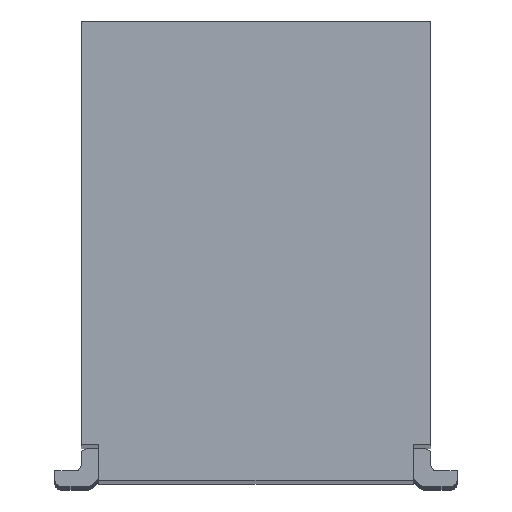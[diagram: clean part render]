
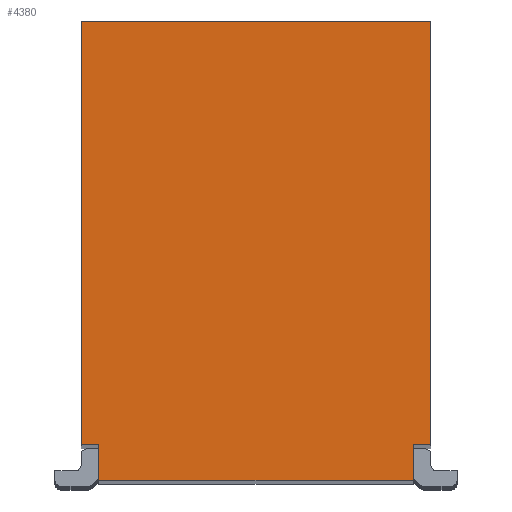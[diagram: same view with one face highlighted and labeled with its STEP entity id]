
A CAD part, top view. The second image highlights one B-rep face of the part: STEP entity #4380.
In plain terms, the highlighted planar face has unit normal (0, 0, 1).
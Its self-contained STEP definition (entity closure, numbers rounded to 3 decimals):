
#3670=CARTESIAN_POINT('',(1.544,-4.004,4.785));
#3680=DIRECTION('',(0.,0.,1.));
#3690=DIRECTION('',(-1.,0.,0.));
#3700=AXIS2_PLACEMENT_3D('',#3670,#3680,#3690);
#3710=PLANE('',#3700);
#3720=CARTESIAN_POINT('',(1.32,-6.,4.785));
#3730=DIRECTION('',(0.,1.,0.));
#3740=VECTOR('',#3730,1.);
#3750=LINE('',#3720,#3740);
#3760=CARTESIAN_POINT('',(1.32,-7.95,4.785));
#3770=VERTEX_POINT('',#3760);
#3780=CARTESIAN_POINT('',(1.32,-7.65,4.785));
#3790=VERTEX_POINT('',#3780);
#3800=EDGE_CURVE('',#3770,#3790,#3750,.T.);
#3810=ORIENTED_EDGE('',*,*,#3800,.T.);
#3820=CARTESIAN_POINT('',(0.,-7.95,4.785))
;
#3830=DIRECTION('',(-1.,0.,0.));
#3840=VECTOR('',#3830,1.);
#3850=LINE('',#3820,#3840);
#3860=CARTESIAN_POINT('',(-1.32,-7.95,4.785));
#3870=VERTEX_POINT('',#3860);
#3880=EDGE_CURVE('',#3770,#3870,#3850,.T.);
#3890=ORIENTED_EDGE('',*,*,#3880,.F.);
#3900=CARTESIAN_POINT('',(-1.32,-6.,4.785));
#3910=DIRECTION('',(0.,-1.,0.));
#3920=VECTOR('',#3910,1.);
#3930=LINE('',#3900,#3920);
#3940=CARTESIAN_POINT('',(-1.32,-7.65,4.785));
#3950=VERTEX_POINT('',#3940);
#3960=EDGE_CURVE('',#3950,#3870,#3930,.T.);
#3970=ORIENTED_EDGE('',*,*,#3960,.T.);
#3980=CARTESIAN_POINT('',(0.,-7.65,4.785));
#3990=DIRECTION('',(1.,0.,0.));
#4000=VECTOR('',#3990,1.);
#4010=LINE('',#3980,#4000);
#4020=CARTESIAN_POINT('',(-1.47,-7.65,4.785));
#4030=VERTEX_POINT('',#4020);
#4040=EDGE_CURVE('',#4030,#3950,#4010,.T.);
#4050=ORIENTED_EDGE('',*,*,#4040,.T.);
#4060=CARTESIAN_POINT('',(-1.47,-6.,4.785));
#4070=DIRECTION('',(0.,-1.,0.));
#4080=VECTOR('',#4070,1.);
#4090=LINE('',#4060,#4080);
#4100=CARTESIAN_POINT('',(-1.47,-4.1,4.785));
#4110=VERTEX_POINT('',#4100);
#4120=EDGE_CURVE('',#4110,#4030,#4090,.T.);
#4130=ORIENTED_EDGE('',*,*,#4120,.T.);
#4140=CARTESIAN_POINT('',(0.,-4.1,4.785));
#4150=DIRECTION('',(1.,0.,-0.));
#4160=VECTOR('',#4150,1.);
#4170=LINE('',#4140,#4160);
#4180=CARTESIAN_POINT('',(1.47,-4.1,4.785));
#4190=VERTEX_POINT('',#4180);
#4200=EDGE_CURVE('',#4110,#4190,#4170,.T.);
#4210=ORIENTED_EDGE('',*,*,#4200,.F.);
#4220=CARTESIAN_POINT('',(1.47,-6.,4.785));
#4230=DIRECTION('',(0.,1.,0.));
#4240=VECTOR('',#4230,1.);
#4250=LINE('',#4220,#4240);
#4260=CARTESIAN_POINT('',(1.47,-7.65,4.785));
#4270=VERTEX_POINT('',#4260);
#4280=EDGE_CURVE('',#4270,#4190,#4250,.T.);
#4290=ORIENTED_EDGE('',*,*,#4280,.T.);
#4300=CARTESIAN_POINT('',(0.,-7.65,4.785));
#4310=DIRECTION('',(1.,0.,0.));
#4320=VECTOR('',#4310,1.);
#4330=LINE('',#4300,#4320);
#4340=EDGE_CURVE('',#3790,#4270,#4330,.T.);
#4350=ORIENTED_EDGE('',*,*,#4340,.T.);
#4360=EDGE_LOOP('',(#4350,#4290,#4210,#4130,#4050,#3970,#3890,#3810));
#4370=FACE_OUTER_BOUND('',#4360,.T.);
#4380=ADVANCED_FACE('',(#4370),#3710,.T.);
